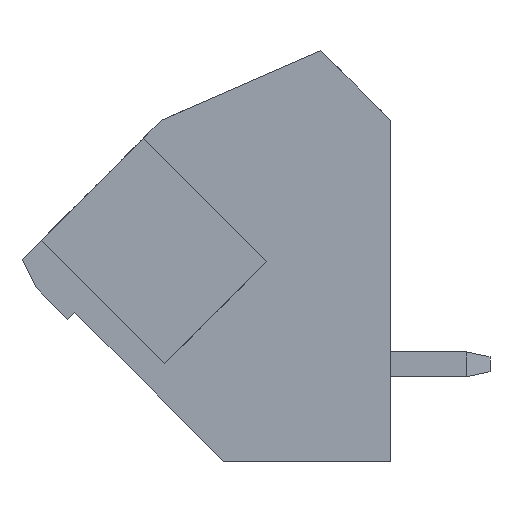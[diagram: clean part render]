
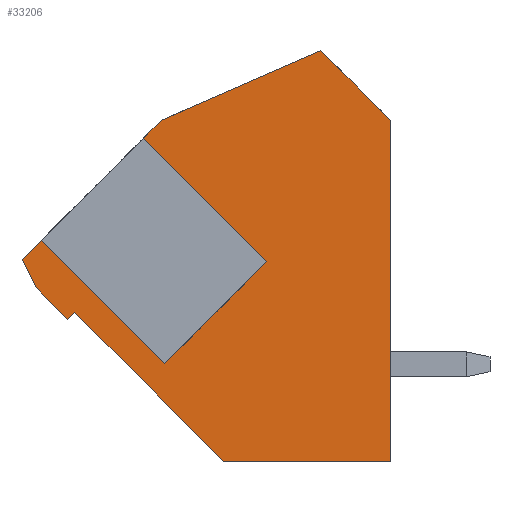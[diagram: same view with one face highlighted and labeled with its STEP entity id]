
A CAD part, left-side view. The second image highlights one B-rep face of the part: STEP entity #33206.
In plain terms, the highlighted planar face has unit normal (-1, 0, 0).
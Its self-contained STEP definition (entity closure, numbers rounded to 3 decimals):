
#779 = EDGE_CURVE ( 'NONE', #35573, #2250, #4629, .T. ) ;
#940 = VECTOR ( 'NONE', #16558, 1000. ) ;
#1124 = CARTESIAN_POINT ( 'NONE',  ( 0., 14.234, 6.969 ) ) ;
#1533 = LINE ( 'NONE', #17722, #33393 ) ;
#1845 = ORIENTED_EDGE ( 'NONE', *, *, #19029, .T. ) ;
#2045 = DIRECTION ( 'NONE',  ( 0., 0., -1. ) ) ;
#2250 = VERTEX_POINT ( 'NONE', #4849 ) ;
#2443 = ORIENTED_EDGE ( 'NONE', *, *, #15421, .T. ) ;
#2498 = LINE ( 'NONE', #13980, #6535 ) ;
#2766 = EDGE_CURVE ( 'NONE', #27117, #35573, #23355, .T. ) ;
#2877 = ORIENTED_EDGE ( 'NONE', *, *, #7205, .T. ) ;
#2886 = EDGE_CURVE ( 'NONE', #2250, #9539, #30213, .T. ) ;
#3196 = CARTESIAN_POINT ( 'NONE',  ( 0., 14.8, 8.1 ) ) ;
#3443 = ORIENTED_EDGE ( 'NONE', *, *, #33086, .T. ) ;
#3686 = ORIENTED_EDGE ( 'NONE', *, *, #28817, .T. ) ;
#3944 = DIRECTION ( 'NONE',  ( 0., 0.707, -0.707 ) ) ;
#4065 = DIRECTION ( 'NONE',  ( 0., -0.707, -0.707 ) ) ;
#4361 = VECTOR ( 'NONE', #7265, 1000. ) ;
#4629 = LINE ( 'NONE', #14888, #19273 ) ;
#4723 = CARTESIAN_POINT ( 'NONE',  ( 0., 0., 13.7 ) ) ;
#4849 = CARTESIAN_POINT ( 'NONE',  ( 0., 9.2, 13.7 ) ) ;
#5457 = DIRECTION ( 'NONE',  ( 0., 0., 1. ) ) ;
#5642 = LINE ( 'NONE', #14363, #29698 ) ;
#6261 = VECTOR ( 'NONE', #34098, 1000. ) ;
#6344 = VERTEX_POINT ( 'NONE', #15162 ) ;
#6535 = VECTOR ( 'NONE', #35404, 1000. ) ;
#6675 = LINE ( 'NONE', #17590, #26596 ) ;
#6929 = LINE ( 'NONE', #1124, #32937 ) ;
#7023 = LINE ( 'NONE', #15288, #13290 ) ;
#7205 = EDGE_CURVE ( 'NONE', #12019, #15639, #27783, .T. ) ;
#7265 = DIRECTION ( 'NONE',  ( 0., 0.707, 0.707 ) ) ;
#7286 = ORIENTED_EDGE ( 'NONE', *, *, #2766, .T. ) ;
#7514 = DIRECTION ( 'NONE',  ( 0., 0.916, -0.401 ) ) ;
#8908 = CARTESIAN_POINT ( 'NONE',  ( 0., 0., 0. ) ) ;
#9539 = VERTEX_POINT ( 'NONE', #14107 ) ;
#10749 = CARTESIAN_POINT ( 'NONE',  ( 0., 9.072, 3.928 ) ) ;
#11593 = VERTEX_POINT ( 'NONE', #17915 ) ;
#12019 = VERTEX_POINT ( 'NONE', #24937 ) ;
#12147 = DIRECTION ( 'NONE',  ( 0., -0.707, -0.707 ) ) ;
#12871 = EDGE_CURVE ( 'NONE', #18616, #27117, #5642, .T. ) ;
#13290 = VECTOR ( 'NONE', #26901, 1000. ) ;
#13381 = EDGE_CURVE ( 'NONE', #16067, #6344, #2498, .T. ) ;
#13426 = VECTOR ( 'NONE', #22388, 1000. ) ;
#13762 = LINE ( 'NONE', #24697, #15380 ) ;
#13887 = CARTESIAN_POINT ( 'NONE',  ( 0., 12.962, 5.696 ) ) ;
#13980 = CARTESIAN_POINT ( 'NONE',  ( 0., 9.072, 3.928 ) ) ;
#14107 = CARTESIAN_POINT ( 'NONE',  ( 0., 9.921, 12.979 ) ) ;
#14363 = CARTESIAN_POINT ( 'NONE',  ( 0., 0., 16.5 ) ) ;
#14735 = CARTESIAN_POINT ( 'NONE',  ( 0., 0., 13.7 ) ) ;
#14870 = ORIENTED_EDGE ( 'NONE', *, *, #34377, .T. ) ;
#14888 = CARTESIAN_POINT ( 'NONE',  ( 0., 2.8, 16.5 ) ) ;
#14993 = VERTEX_POINT ( 'NONE', #25520 ) ;
#15162 = CARTESIAN_POINT ( 'NONE',  ( 0., 4.971, 8.029 ) ) ;
#15288 = CARTESIAN_POINT ( 'NONE',  ( 0., 4.971, 8.029 ) ) ;
#15380 = VECTOR ( 'NONE', #19703, 1000. ) ;
#15421 = EDGE_CURVE ( 'NONE', #23659, #18471, #13762, .T. ) ;
#15639 = VERTEX_POINT ( 'NONE', #24114 ) ;
#16067 = VERTEX_POINT ( 'NONE', #34427 ) ;
#16558 = DIRECTION ( 'NONE',  ( 0., 0.707, -0.707 ) ) ;
#17219 = CARTESIAN_POINT ( 'NONE',  ( 0., 2.8, 16.5 ) ) ;
#17467 = ORIENTED_EDGE ( 'NONE', *, *, #12871, .T. ) ;
#17590 = CARTESIAN_POINT ( 'NONE',  ( 0., 9.2, 13.7 ) ) ;
#17722 = CARTESIAN_POINT ( 'NONE',  ( 0., 6.7, 0. ) ) ;
#17915 = CARTESIAN_POINT ( 'NONE',  ( 0., 14.022, 8.878 ) ) ;
#18471 = VERTEX_POINT ( 'NONE', #20347 ) ;
#18616 = VERTEX_POINT ( 'NONE', #8908 ) ;
#18660 = LINE ( 'NONE', #10749, #34819 ) ;
#19029 = EDGE_CURVE ( 'NONE', #18471, #14993, #1533, .T. ) ;
#19081 = CARTESIAN_POINT ( 'NONE',  ( 0., 9.2, 13.7 ) ) ;
#19273 = VECTOR ( 'NONE', #7514, 1000. ) ;
#19703 = DIRECTION ( 'NONE',  ( 0., -0.707, 0.707 ) ) ;
#20347 = CARTESIAN_POINT ( 'NONE',  ( 0., 12.679, 5.979 ) ) ;
#21799 = EDGE_CURVE ( 'NONE', #6344, #9539, #7023, .T. ) ;
#21892 = ORIENTED_EDGE ( 'NONE', *, *, #2886, .T. ) ;
#22388 = DIRECTION ( 'NONE',  ( 0., -0.447, -0.894 ) ) ;
#22480 = ORIENTED_EDGE ( 'NONE', *, *, #779, .T. ) ;
#23089 = CARTESIAN_POINT ( 'NONE',  ( 0., 14.8, 0. ) ) ;
#23355 = LINE ( 'NONE', #4723, #4361 ) ;
#23659 = VERTEX_POINT ( 'NONE', #13887 ) ;
#24114 = CARTESIAN_POINT ( 'NONE',  ( 0., 14.234, 6.969 ) ) ;
#24697 = CARTESIAN_POINT ( 'NONE',  ( 0., 12.962, 5.696 ) ) ;
#24937 = CARTESIAN_POINT ( 'NONE',  ( 0., 14.8, 8.1 ) ) ;
#25520 = CARTESIAN_POINT ( 'NONE',  ( 0., 6.7, 0. ) ) ;
#25785 = LINE ( 'NONE', #23089, #6261 ) ;
#25941 = PLANE ( 'NONE',  #26754 ) ;
#26596 = VECTOR ( 'NONE', #3944, 1000. ) ;
#26656 = FACE_OUTER_BOUND ( 'NONE', #31660, .T. ) ;
#26754 = AXIS2_PLACEMENT_3D ( 'NONE', #34257, #34794, #2045 ) ;
#26901 = DIRECTION ( 'NONE',  ( 0., 0.707, 0.707 ) ) ;
#27117 = VERTEX_POINT ( 'NONE', #14735 ) ;
#27419 = DIRECTION ( 'NONE',  ( 0., 0.707, 0.707 ) ) ;
#27612 = ORIENTED_EDGE ( 'NONE', *, *, #27964, .T. ) ;
#27783 = LINE ( 'NONE', #3196, #13426 ) ;
#27964 = EDGE_CURVE ( 'NONE', #11593, #12019, #6675, .T. ) ;
#28817 = EDGE_CURVE ( 'NONE', #15639, #23659, #6929, .T. ) ;
#29698 = VECTOR ( 'NONE', #5457, 1000. ) ;
#30213 = LINE ( 'NONE', #19081, #940 ) ;
#31660 = EDGE_LOOP ( 'NONE', ( #33856, #34306, #3443, #27612, #2877, #3686, #2443, #1845, #14870, #17467, #7286, #22480, #21892 ) ) ;
#32937 = VECTOR ( 'NONE', #12147, 1000. ) ;
#33086 = EDGE_CURVE ( 'NONE', #16067, #11593, #18660, .T. ) ;
#33206 = ADVANCED_FACE ( 'NONE', ( #26656 ), #25941, .F. ) ;
#33393 = VECTOR ( 'NONE', #4065, 1000. ) ;
#33856 = ORIENTED_EDGE ( 'NONE', *, *, #21799, .F. ) ;
#34098 = DIRECTION ( 'NONE',  ( 0., -1., 0. ) ) ;
#34257 = CARTESIAN_POINT ( 'NONE',  ( 0., 14.8, 16.5 ) ) ;
#34306 = ORIENTED_EDGE ( 'NONE', *, *, #13381, .F. ) ;
#34377 = EDGE_CURVE ( 'NONE', #14993, #18616, #25785, .T. ) ;
#34427 = CARTESIAN_POINT ( 'NONE',  ( 0., 9.072, 3.928 ) ) ;
#34794 = DIRECTION ( 'NONE',  ( 1., 0., 0. ) ) ;
#34819 = VECTOR ( 'NONE', #27419, 1000. ) ;
#35404 = DIRECTION ( 'NONE',  ( 0., -0.707, 0.707 ) ) ;
#35573 = VERTEX_POINT ( 'NONE', #17219 ) ;
